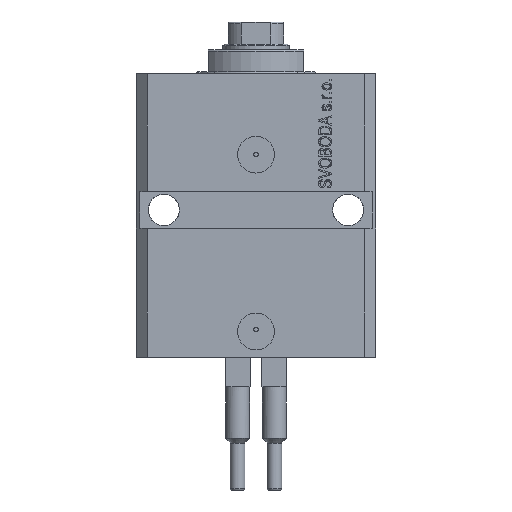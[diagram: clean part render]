
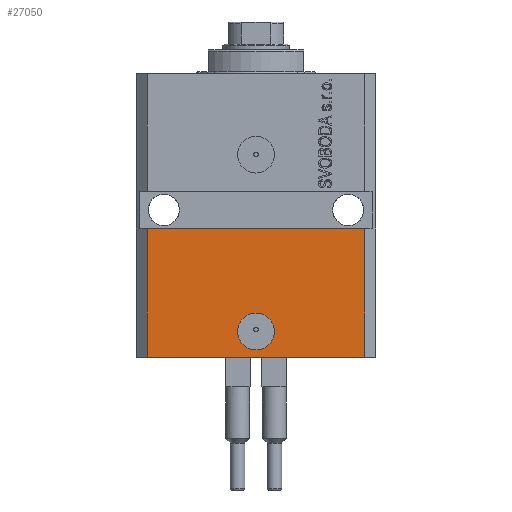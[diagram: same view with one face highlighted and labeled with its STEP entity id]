
A CAD part, front view. The second image highlights one B-rep face of the part: STEP entity #27050.
In plain terms, the highlighted planar face has unit normal (0, -1, 0).
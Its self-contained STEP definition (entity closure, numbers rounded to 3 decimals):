
#48 = LINE ( 'NONE', #15024, #8145 ) ;
#1686 = VERTEX_POINT ( 'NONE', #45842 ) ;
#1947 = CARTESIAN_POINT ( 'NONE',  ( 0., -22.5, -70. ) ) ;
#2443 = EDGE_CURVE ( 'NONE', #26958, #25079, #48, .T. ) ;
#2644 = ORIENTED_EDGE ( 'NONE', *, *, #10637, .F. ) ;
#3341 = AXIS2_PLACEMENT_3D ( 'NONE', #15306, #18980, #4494 ) ;
#4494 = DIRECTION ( 'NONE',  ( 1., 0., 0. ) ) ;
#5349 = LINE ( 'NONE', #13430, #6471 ) ;
#5765 = FACE_OUTER_BOUND ( 'NONE', #7275, .T. ) ;
#6443 = EDGE_LOOP ( 'NONE', ( #11620, #2644 ) ) ;
#6445 = CIRCLE ( 'NONE', #3341, 5. ) ;
#6471 = VECTOR ( 'NONE', #12468, 1000. ) ;
#7275 = EDGE_LOOP ( 'NONE', ( #26486, #37695, #22456, #24412 ) ) ;
#7844 = CARTESIAN_POINT ( 'NONE',  ( 29.5, -22.5, -77. ) ) ;
#8145 = VECTOR ( 'NONE', #18710, 1000. ) ;
#9079 = DIRECTION ( 'NONE',  ( 0., -1., 0. ) ) ;
#9680 = DIRECTION ( 'NONE',  ( 1., 0., 0. ) ) ;
#10581 = VERTEX_POINT ( 'NONE', #41728 ) ;
#10637 = EDGE_CURVE ( 'NONE', #10581, #46756, #16988, .T. ) ;
#11620 = ORIENTED_EDGE ( 'NONE', *, *, #44112, .F. ) ;
#12468 = DIRECTION ( 'NONE',  ( 1., 0., 0. ) ) ;
#13137 = FACE_BOUND ( 'NONE', #6443, .T. ) ;
#13430 = CARTESIAN_POINT ( 'NONE',  ( -32.5, -22.5, -42. ) ) ;
#14492 = LINE ( 'NONE', #7844, #17516 ) ;
#15024 = CARTESIAN_POINT ( 'NONE',  ( -29.5, -22.5, -77. ) ) ;
#15306 = CARTESIAN_POINT ( 'NONE',  ( 0., -22.5, -70. ) ) ;
#15967 = EDGE_CURVE ( 'NONE', #25079, #32644, #5349, .T. ) ;
#16988 = CIRCLE ( 'NONE', #48329, 5. ) ;
#17127 = EDGE_CURVE ( 'NONE', #26958, #1686, #41394, .T. ) ;
#17516 = VECTOR ( 'NONE', #22807, 1000. ) ;
#18027 = EDGE_CURVE ( 'NONE', #1686, #32644, #14492, .T. ) ;
#18710 = DIRECTION ( 'NONE',  ( 0., 0., 1. ) ) ;
#18980 = DIRECTION ( 'NONE',  ( 0., -1., 0. ) ) ;
#21114 = CARTESIAN_POINT ( 'NONE',  ( 29.5, -22.5, -42. ) ) ;
#22456 = ORIENTED_EDGE ( 'NONE', *, *, #17127, .T. ) ;
#22739 = CARTESIAN_POINT ( 'NONE',  ( -29.5, -22.5, -77. ) ) ;
#22807 = DIRECTION ( 'NONE',  ( 0., 0., 1. ) ) ;
#23944 = PLANE ( 'NONE',  #34993 ) ;
#24412 = ORIENTED_EDGE ( 'NONE', *, *, #18027, .T. ) ;
#25079 = VERTEX_POINT ( 'NONE', #44835 ) ;
#26486 = ORIENTED_EDGE ( 'NONE', *, *, #15967, .F. ) ;
#26958 = VERTEX_POINT ( 'NONE', #44327 ) ;
#27050 = ADVANCED_FACE ( 'NONE', ( #13137, #5765 ), #23944, .T. ) ;
#28656 = CARTESIAN_POINT ( 'NONE',  ( 5., -22.5, -70. ) ) ;
#32644 = VERTEX_POINT ( 'NONE', #21114 ) ;
#34993 = AXIS2_PLACEMENT_3D ( 'NONE', #39627, #46976, #9680 ) ;
#37695 = ORIENTED_EDGE ( 'NONE', *, *, #2443, .F. ) ;
#37698 = DIRECTION ( 'NONE',  ( 1., 0., 0. ) ) ;
#39009 = DIRECTION ( 'NONE',  ( 1., 0., 0. ) ) ;
#39627 = CARTESIAN_POINT ( 'NONE',  ( -29.5, -22.5, -77. ) ) ;
#41394 = LINE ( 'NONE', #22739, #44125 ) ;
#41728 = CARTESIAN_POINT ( 'NONE',  ( -5., -22.5, -70. ) ) ;
#44112 = EDGE_CURVE ( 'NONE', #46756, #10581, #6445, .T. ) ;
#44125 = VECTOR ( 'NONE', #37698, 1000. ) ;
#44327 = CARTESIAN_POINT ( 'NONE',  ( -29.5, -22.5, -77. ) ) ;
#44835 = CARTESIAN_POINT ( 'NONE',  ( -29.5, -22.5, -42. ) ) ;
#45842 = CARTESIAN_POINT ( 'NONE',  ( 29.5, -22.5, -77. ) ) ;
#46756 = VERTEX_POINT ( 'NONE', #28656 ) ;
#46976 = DIRECTION ( 'NONE',  ( 0., -1., 0. ) ) ;
#48329 = AXIS2_PLACEMENT_3D ( 'NONE', #1947, #9079, #39009 ) ;
